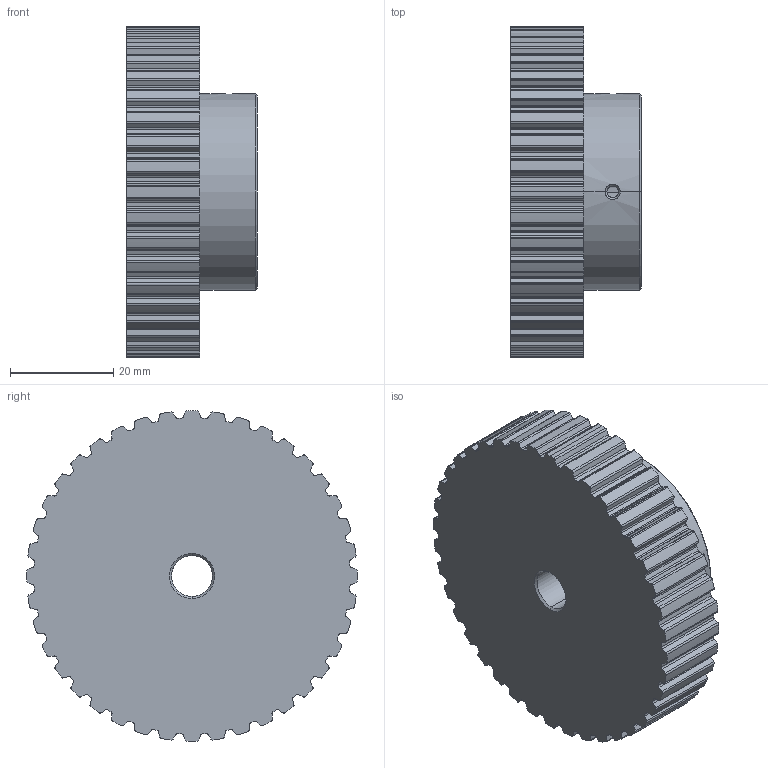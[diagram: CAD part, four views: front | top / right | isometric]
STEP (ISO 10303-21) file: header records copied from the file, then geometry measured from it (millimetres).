
FILE_DESCRIPTION (( 'STEP AP214' ), '1' );
FILE_NAME ('APB40XL037B-312.step', '2015-04-08T20:59:27', ( '' ), ( '' ), 'SwSTEP 2.0', 'SolidWorks 2014', '' );
FILE_SCHEMA (( 'AUTOMOTIVE_DESIGN' ));
Length unit declared in the file: inch
Products named in the file (1): APB40XL037B-312
Bounding box: 25.4 x 64.16 x 64.16 mm (x, y, z)
Volume: 55799.4 mm3; surface area: 12010.8 mm2
Topology: 1 solids, 1 shells, 370 faces, 1096 edges, 727 vertices
Faces by surface type: cylinder 277, plane 83, cone 6, bspline 4
Entity records: 14801 total; most frequent: CARTESIAN_POINT 4349, DIRECTION 2363, ORIENTED_EDGE 2192, EDGE_CURVE 1096, AXIS2_PLACEMENT_3D 919, VERTEX_POINT 727, CIRCLE 552, LINE 525
